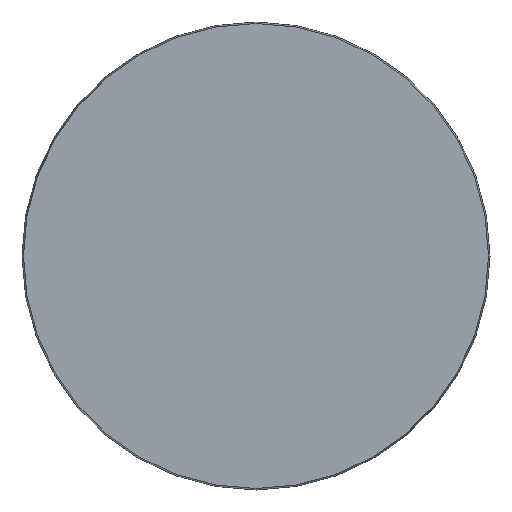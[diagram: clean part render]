
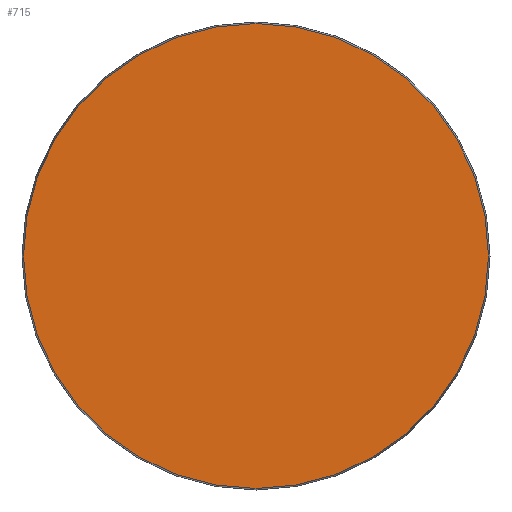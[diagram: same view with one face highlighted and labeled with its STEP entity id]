
A CAD part, front view. The second image highlights one B-rep face of the part: STEP entity #715.
In plain terms, the highlighted planar face has unit normal (0, -1, 0).
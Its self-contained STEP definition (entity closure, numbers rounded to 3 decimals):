
#44 = CARTESIAN_POINT ( 'NONE',  ( -88.425, 0., 0. ) ) ;
#77 = CIRCLE ( 'NONE', #196, 88.425 ) ;
#103 = PLANE ( 'NONE',  #111 ) ;
#108 = CARTESIAN_POINT ( 'NONE',  ( 0., 0., 0. ) ) ;
#111 = AXIS2_PLACEMENT_3D ( 'NONE', #44, #374, #576 ) ;
#196 = AXIS2_PLACEMENT_3D ( 'NONE', #108, #407, #348 ) ;
#276 = VERTEX_POINT ( 'NONE', #392 ) ;
#331 = EDGE_CURVE ( 'NONE', #276, #276, #77, .T. ) ;
#348 = DIRECTION ( 'NONE',  ( 0., 0., -1. ) ) ;
#350 = EDGE_LOOP ( 'NONE', ( #695 ) ) ;
#374 = DIRECTION ( 'NONE',  ( 0., 1., 0. ) ) ;
#392 = CARTESIAN_POINT ( 'NONE',  ( 0., 0., -88.425 ) ) ;
#407 = DIRECTION ( 'NONE',  ( 0., -1., 0. ) ) ;
#576 = DIRECTION ( 'NONE',  ( 0., 0., 1. ) ) ;
#629 = FACE_OUTER_BOUND ( 'NONE', #350, .T. ) ;
#695 = ORIENTED_EDGE ( 'NONE', *, *, #331, .T. ) ;
#715 = ADVANCED_FACE ( 'NONE', ( #629 ), #103, .F. ) ;
